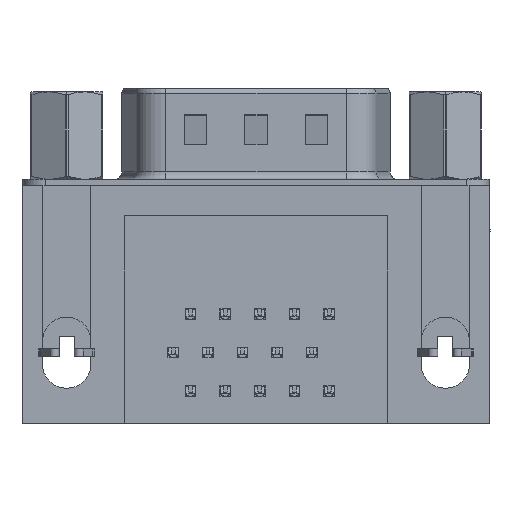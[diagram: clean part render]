
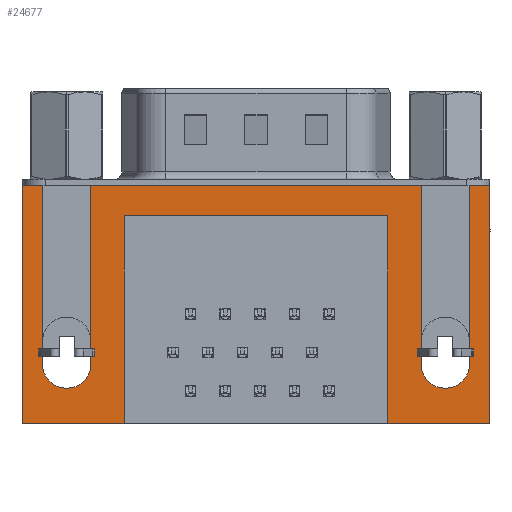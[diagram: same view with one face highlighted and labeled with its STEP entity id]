
A CAD part, front view. The second image highlights one B-rep face of the part: STEP entity #24677.
In plain terms, the highlighted planar face has unit normal (0, -1, 0).
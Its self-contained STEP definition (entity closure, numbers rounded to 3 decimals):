
#487 = CIRCLE ( 'NONE', #5599, 1.6 ) ;
#617 = LINE ( 'NONE', #14185, #24326 ) ;
#647 = ORIENTED_EDGE ( 'NONE', *, *, #22279, .F. ) ;
#739 = ORIENTED_EDGE ( 'NONE', *, *, #22376, .F. ) ;
#810 = ORIENTED_EDGE ( 'NONE', *, *, #24225, .F. ) ;
#1006 = CARTESIAN_POINT ( 'NONE',  ( -1.6, -6.275, 0. ) ) ;
#1443 = LINE ( 'NONE', #4459, #6547 ) ;
#1520 = VERTEX_POINT ( 'NONE', #20270 ) ;
#1863 = DIRECTION ( 'NONE',  ( 0., 0., -1. ) ) ;
#2024 = ORIENTED_EDGE ( 'NONE', *, *, #21037, .F. ) ;
#2140 = CARTESIAN_POINT ( 'NONE',  ( 26.59, -6.275, 0. ) ) ;
#2419 = LINE ( 'NONE', #11233, #6885 ) ;
#2519 = EDGE_CURVE ( 'NONE', #8334, #14096, #11712, .T. ) ;
#2559 = CARTESIAN_POINT ( 'NONE',  ( 23.39, -6.275, 0. ) ) ;
#2781 = CARTESIAN_POINT ( 'NONE',  ( 21.2, -6.275, -15.7 ) ) ;
#2854 = VECTOR ( 'NONE', #7860, 1000. ) ;
#2981 = EDGE_CURVE ( 'NONE', #8368, #5108, #19158, .T. ) ;
#2985 = DIRECTION ( 'NONE',  ( 0., 0., -1. ) ) ;
#3066 = ORIENTED_EDGE ( 'NONE', *, *, #7812, .F. ) ;
#3121 = EDGE_CURVE ( 'NONE', #22074, #1520, #5895, .T. ) ;
#3258 = VECTOR ( 'NONE', #20241, 1000. ) ;
#3671 = ORIENTED_EDGE ( 'NONE', *, *, #2981, .F. ) ;
#3798 = EDGE_CURVE ( 'NONE', #21439, #15513, #13097, .T. ) ;
#3999 = VERTEX_POINT ( 'NONE', #19397 ) ;
#4098 = DIRECTION ( 'NONE',  ( 0., 0., 1. ) ) ;
#4313 = CARTESIAN_POINT ( 'NONE',  ( 24.99, -6.275, -11.78 ) ) ;
#4339 = DIRECTION ( 'NONE',  ( 0., -1., 0. ) ) ;
#4459 = CARTESIAN_POINT ( 'NONE',  ( 27.9, -6.275, -15.7 ) ) ;
#4489 = VERTEX_POINT ( 'NONE', #16548 ) ;
#4539 = CARTESIAN_POINT ( 'NONE',  ( -2.91, -6.275, 0. ) ) ;
#4762 = LINE ( 'NONE', #12470, #24530 ) ;
#5108 = VERTEX_POINT ( 'NONE', #21887 ) ;
#5359 = AXIS2_PLACEMENT_3D ( 'NONE', #6010, #19485, #7924 ) ;
#5415 = ORIENTED_EDGE ( 'NONE', *, *, #2519, .F. ) ;
#5599 = AXIS2_PLACEMENT_3D ( 'NONE', #21508, #10019, #23430 ) ;
#5895 = LINE ( 'NONE', #20439, #21811 ) ;
#6010 = CARTESIAN_POINT ( 'NONE',  ( 0., -6.275, -11.78 ) ) ;
#6229 = ORIENTED_EDGE ( 'NONE', *, *, #3798, .F. ) ;
#6483 = DIRECTION ( 'NONE',  ( 0., 0., 1. ) ) ;
#6537 = CARTESIAN_POINT ( 'NONE',  ( 23.39, -6.275, -11.78 ) ) ;
#6547 = VECTOR ( 'NONE', #14106, 1000. ) ;
#6632 = DIRECTION ( 'NONE',  ( 1., 0., 0. ) ) ;
#6777 = EDGE_LOOP ( 'NONE', ( #13029, #21235, #5415, #9451, #647, #11903, #21470, #739, #2024, #810, #22864, #16492, #3671, #15112, #6229, #3066, #12215, #22563 ) ) ;
#6885 = VECTOR ( 'NONE', #13169, 1000. ) ;
#7457 = LINE ( 'NONE', #13324, #12063 ) ;
#7691 = LINE ( 'NONE', #14490, #16766 ) ;
#7759 = PLANE ( 'NONE',  #12781 ) ;
#7773 = VERTEX_POINT ( 'NONE', #10101 ) ;
#7812 = EDGE_CURVE ( 'NONE', #22074, #21439, #1443, .T. ) ;
#7860 = DIRECTION ( 'NONE',  ( 0., 0., 1. ) ) ;
#7924 = DIRECTION ( 'NONE',  ( 0., 0., -1. ) ) ;
#8098 = CARTESIAN_POINT ( 'NONE',  ( -2.91, -6.275, 0. ) ) ;
#8304 = VECTOR ( 'NONE', #23722, 1000. ) ;
#8334 = VERTEX_POINT ( 'NONE', #6537 ) ;
#8368 = VERTEX_POINT ( 'NONE', #16231 ) ;
#8576 = CARTESIAN_POINT ( 'NONE',  ( 27.9, -6.275, -15.7 ) ) ;
#8899 = DIRECTION ( 'NONE',  ( 0., 0., -1. ) ) ;
#8940 = LINE ( 'NONE', #14551, #3258 ) ;
#9116 = VERTEX_POINT ( 'NONE', #2140 ) ;
#9327 = EDGE_CURVE ( 'NONE', #9116, #1520, #12318, .T. ) ;
#9451 = ORIENTED_EDGE ( 'NONE', *, *, #24150, .F. ) ;
#9506 = FACE_OUTER_BOUND ( 'NONE', #6777, .T. ) ;
#9701 = CARTESIAN_POINT ( 'NONE',  ( -2.91, -6.275, -2.5 ) ) ;
#9898 = VECTOR ( 'NONE', #15262, 1000. ) ;
#10019 = DIRECTION ( 'NONE',  ( 0., -1., 0. ) ) ;
#10101 = CARTESIAN_POINT ( 'NONE',  ( 23.39, -6.275, 0. ) ) ;
#10237 = VECTOR ( 'NONE', #2985, 1000. ) ;
#10261 = AXIS2_PLACEMENT_3D ( 'NONE', #4313, #4339, #16250 ) ;
#10856 = CIRCLE ( 'NONE', #20419, 1.6 ) ;
#10871 = LINE ( 'NONE', #1006, #10237 ) ;
#11233 = CARTESIAN_POINT ( 'NONE',  ( -2.91, -6.275, 0. ) ) ;
#11568 = CIRCLE ( 'NONE', #5359, 1.6 ) ;
#11635 = CARTESIAN_POINT ( 'NONE',  ( -1.6, -6.275, -11.78 ) ) ;
#11712 = CIRCLE ( 'NONE', #10261, 1.6 ) ;
#11718 = DIRECTION ( 'NONE',  ( 0., 0., -1. ) ) ;
#11903 = ORIENTED_EDGE ( 'NONE', *, *, #22936, .F. ) ;
#12063 = VECTOR ( 'NONE', #20889, 1000. ) ;
#12182 = EDGE_CURVE ( 'NONE', #12792, #17589, #4762, .T. ) ;
#12215 = ORIENTED_EDGE ( 'NONE', *, *, #3121, .T. ) ;
#12318 = LINE ( 'NONE', #4539, #21832 ) ;
#12470 = CARTESIAN_POINT ( 'NONE',  ( -2.91, -6.275, -2.5 ) ) ;
#12781 = AXIS2_PLACEMENT_3D ( 'NONE', #9701, #23120, #11718 ) ;
#12792 = VERTEX_POINT ( 'NONE', #22087 ) ;
#13029 = ORIENTED_EDGE ( 'NONE', *, *, #18161, .F. ) ;
#13097 = LINE ( 'NONE', #21582, #2854 ) ;
#13169 = DIRECTION ( 'NONE',  ( 1., 0., 0. ) ) ;
#13324 = CARTESIAN_POINT ( 'NONE',  ( 1.6, -6.275, 0. ) ) ;
#13419 = DIRECTION ( 'NONE',  ( 0., -1., 0. ) ) ;
#13976 = EDGE_CURVE ( 'NONE', #15513, #8368, #8940, .T. ) ;
#14092 = LINE ( 'NONE', #2559, #8304 ) ;
#14096 = VERTEX_POINT ( 'NONE', #21608 ) ;
#14106 = DIRECTION ( 'NONE',  ( -1., 0., 0. ) ) ;
#14127 = VERTEX_POINT ( 'NONE', #21690 ) ;
#14185 = CARTESIAN_POINT ( 'NONE',  ( 26.59, -6.275, 0. ) ) ;
#14260 = DIRECTION ( 'NONE',  ( 1., 0., 0. ) ) ;
#14490 = CARTESIAN_POINT ( 'NONE',  ( -2.91, -6.275, 0. ) ) ;
#14551 = CARTESIAN_POINT ( 'NONE',  ( 3.79, -6.275, -2. ) ) ;
#15068 = LINE ( 'NONE', #19015, #9898 ) ;
#15112 = ORIENTED_EDGE ( 'NONE', *, *, #13976, .F. ) ;
#15262 = DIRECTION ( 'NONE',  ( -1., 0., 0. ) ) ;
#15513 = VERTEX_POINT ( 'NONE', #22437 ) ;
#15725 = VERTEX_POINT ( 'NONE', #19208 ) ;
#16231 = CARTESIAN_POINT ( 'NONE',  ( 3.79, -6.275, -2. ) ) ;
#16250 = DIRECTION ( 'NONE',  ( 0., 0., 1. ) ) ;
#16492 = ORIENTED_EDGE ( 'NONE', *, *, #19528, .F. ) ;
#16548 = CARTESIAN_POINT ( 'NONE',  ( 1.6, -6.275, 0. ) ) ;
#16766 = VECTOR ( 'NONE', #6632, 1000. ) ;
#16904 = VERTEX_POINT ( 'NONE', #21480 ) ;
#17498 = EDGE_CURVE ( 'NONE', #15725, #16904, #11568, .T. ) ;
#17589 = VERTEX_POINT ( 'NONE', #8098 ) ;
#18161 = EDGE_CURVE ( 'NONE', #14127, #9116, #617, .T. ) ;
#18552 = VECTOR ( 'NONE', #8899, 1000. ) ;
#19015 = CARTESIAN_POINT ( 'NONE',  ( 27.9, -6.275, -15.7 ) ) ;
#19158 = LINE ( 'NONE', #24616, #18552 ) ;
#19208 = CARTESIAN_POINT ( 'NONE',  ( 0., -6.275, -13.38 ) ) ;
#19397 = CARTESIAN_POINT ( 'NONE',  ( -1.6, -6.275, 0. ) ) ;
#19485 = DIRECTION ( 'NONE',  ( 0., -1., 0. ) ) ;
#19528 = EDGE_CURVE ( 'NONE', #5108, #12792, #15068, .T. ) ;
#20155 = DIRECTION ( 'NONE',  ( 0., 0., 1. ) ) ;
#20241 = DIRECTION ( 'NONE',  ( -1., 0., 0. ) ) ;
#20248 = VERTEX_POINT ( 'NONE', #11635 ) ;
#20270 = CARTESIAN_POINT ( 'NONE',  ( 27.9, -6.275, 0. ) ) ;
#20419 = AXIS2_PLACEMENT_3D ( 'NONE', #24775, #13419, #1863 ) ;
#20439 = CARTESIAN_POINT ( 'NONE',  ( 27.9, -6.275, -2.5 ) ) ;
#20889 = DIRECTION ( 'NONE',  ( 0., 0., 1. ) ) ;
#21037 = EDGE_CURVE ( 'NONE', #3999, #20248, #10871, .T. ) ;
#21235 = ORIENTED_EDGE ( 'NONE', *, *, #23521, .F. ) ;
#21439 = VERTEX_POINT ( 'NONE', #2781 ) ;
#21470 = ORIENTED_EDGE ( 'NONE', *, *, #17498, .F. ) ;
#21480 = CARTESIAN_POINT ( 'NONE',  ( 1.6, -6.275, -11.78 ) ) ;
#21508 = CARTESIAN_POINT ( 'NONE',  ( 24.99, -6.275, -11.78 ) ) ;
#21582 = CARTESIAN_POINT ( 'NONE',  ( 21.2, -6.275, -2. ) ) ;
#21608 = CARTESIAN_POINT ( 'NONE',  ( 24.99, -6.275, -13.38 ) ) ;
#21690 = CARTESIAN_POINT ( 'NONE',  ( 26.59, -6.275, -11.78 ) ) ;
#21811 = VECTOR ( 'NONE', #4098, 1000. ) ;
#21832 = VECTOR ( 'NONE', #14260, 1000. ) ;
#21887 = CARTESIAN_POINT ( 'NONE',  ( 3.79, -6.275, -15.7 ) ) ;
#22074 = VERTEX_POINT ( 'NONE', #8576 ) ;
#22087 = CARTESIAN_POINT ( 'NONE',  ( -2.91, -6.275, -15.7 ) ) ;
#22279 = EDGE_CURVE ( 'NONE', #4489, #7773, #2419, .T. ) ;
#22376 = EDGE_CURVE ( 'NONE', #20248, #15725, #10856, .T. ) ;
#22437 = CARTESIAN_POINT ( 'NONE',  ( 21.2, -6.275, -2. ) ) ;
#22563 = ORIENTED_EDGE ( 'NONE', *, *, #9327, .F. ) ;
#22864 = ORIENTED_EDGE ( 'NONE', *, *, #12182, .F. ) ;
#22936 = EDGE_CURVE ( 'NONE', #16904, #4489, #7457, .T. ) ;
#23120 = DIRECTION ( 'NONE',  ( 0., -1., 0. ) ) ;
#23430 = DIRECTION ( 'NONE',  ( 0., 0., 1. ) ) ;
#23521 = EDGE_CURVE ( 'NONE', #14096, #14127, #487, .T. ) ;
#23722 = DIRECTION ( 'NONE',  ( 0., 0., -1. ) ) ;
#24150 = EDGE_CURVE ( 'NONE', #7773, #8334, #14092, .T. ) ;
#24225 = EDGE_CURVE ( 'NONE', #17589, #3999, #7691, .T. ) ;
#24326 = VECTOR ( 'NONE', #6483, 1000. ) ;
#24530 = VECTOR ( 'NONE', #20155, 1000. ) ;
#24616 = CARTESIAN_POINT ( 'NONE',  ( 3.79, -6.275, -2. ) ) ;
#24677 = ADVANCED_FACE ( 'NONE', ( #9506 ), #7759, .T. ) ;
#24775 = CARTESIAN_POINT ( 'NONE',  ( 0., -6.275, -11.78 ) ) ;
